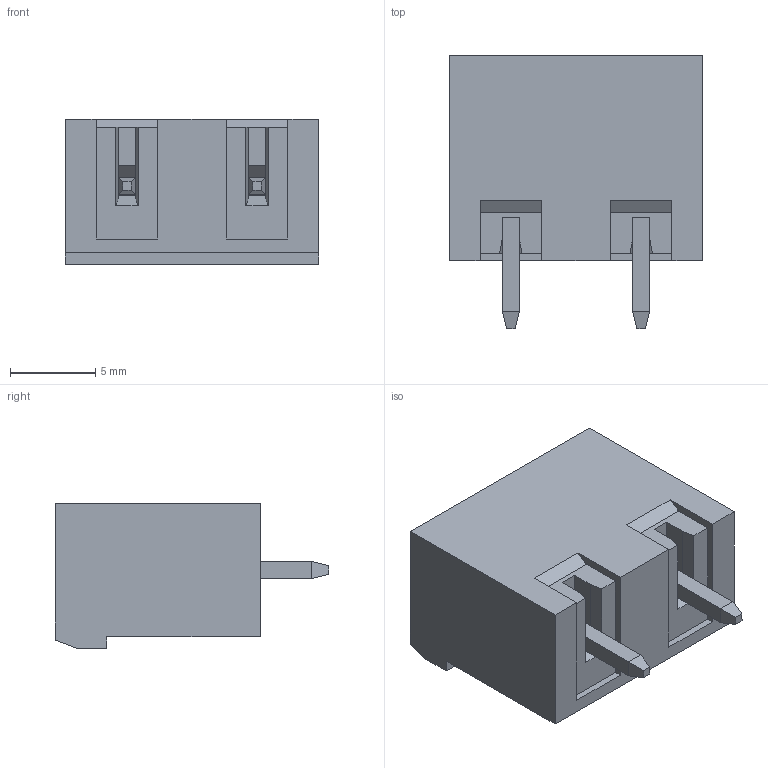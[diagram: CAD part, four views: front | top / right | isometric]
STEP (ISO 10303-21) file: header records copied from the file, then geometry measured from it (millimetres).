
FILE_DESCRIPTION (( 'STEP AP214' ), '1' );
FILE_NAME ('CUI_DEVICES_TBP05R2-762-02GR.step', '2021-12-16T04:01:24', ( '' ), ( '' ), 'SwSTEP 2.0', 'SolidWorks 2021', '' );
FILE_SCHEMA (( 'AUTOMOTIVE_DESIGN' ));
Length unit declared in the file: millimetre
Products named in the file (1): CUI_DEVICES_TBP05R2-762-02GR
Bounding box: 14.82 x 16 x 8.5 mm (x, y, z)
Volume: 662.4 mm3; surface area: 1410.6 mm2
Topology: 1 solids, 1 shells, 153 faces, 399 edges, 250 vertices
Faces by surface type: plane 135, cone 12, cylinder 6
Entity records: 5023 total; most frequent: CARTESIAN_POINT 855, ORIENTED_EDGE 798, DIRECTION 731, EDGE_CURVE 399, VECTOR 351, LINE 351, VERTEX_POINT 250, AXIS2_PLACEMENT_3D 190
